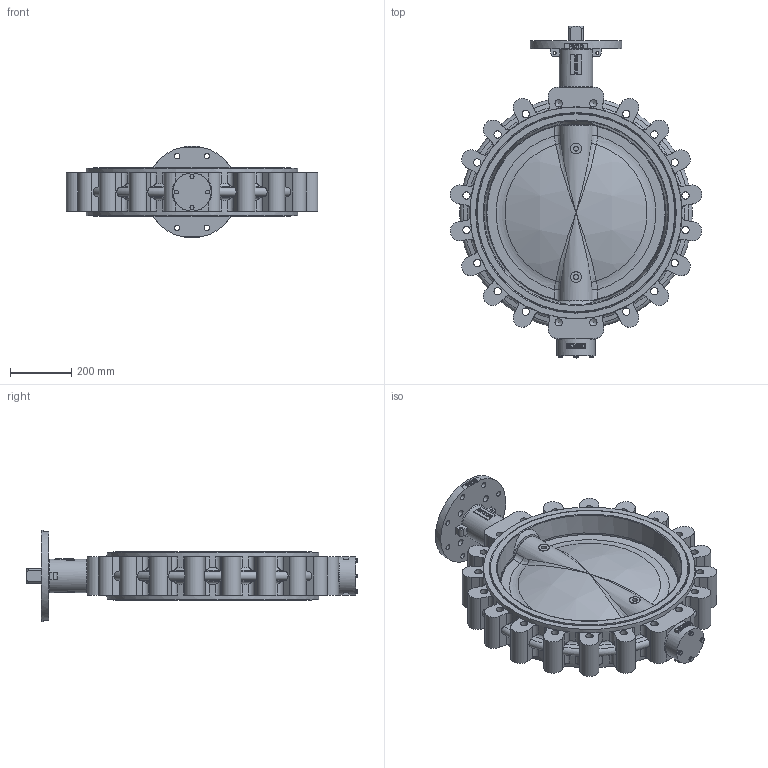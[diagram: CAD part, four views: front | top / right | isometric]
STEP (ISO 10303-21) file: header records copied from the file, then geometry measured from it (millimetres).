
FILE_DESCRIPTION(/* description */ (''),/* implementation_level */ '2;1');
FILE_NAME(/* name */ '6820-DN600-PN10.stp',/* time_stamp */ '2017-05-11T11:57:55+02:00',/* author */ ('nils.martens'),/* organization */ (''),/* preprocessor_version */ 'ST-DEVELOPER v16.5',/* originating_system */ 'Autodesk Inventor 2017',/* authorisation */ '');
FILE_SCHEMA (('AUTOMOTIVE_DESIGN { 1 0 10303 214 3 1 1 }'));
Products named in the file (1): 6820-DN600
Bounding box: 822.51 x 1085.55 x 300 mm (x, y, z)
Volume: 38046704.3 mm3; surface area: 2657742.1 mm2
Topology: 1 solids, 12 shells, 1100 faces, 2934 edges, 1898 vertices
Faces by surface type: plane 451, cylinder 248, bspline 194, cone 104, torus 97, sphere 6
Full cylindrical faces by diameter (mm): 6.8 x7, 8 x6, 8.4 x2, 8.68 x4, 10 x6, 12.88 x4, 15.37 x2, 18 x8, 22 x4, 24 x24, 70 x4, 77 x1, 110 x1, 120 x1, 122 x1, 125 x1, 300 x1, 647 x2, 650 x2, 693 x2
Entity records: 51139 total; most frequent: CARTESIAN_POINT 24879, ORIENTED_EDGE 5522, DIRECTION 4547, EDGE_CURVE 2759, VERTEX_POINT 1846, AXIS2_PLACEMENT_3D 1697, EDGE_LOOP 1343, LINE 1153
